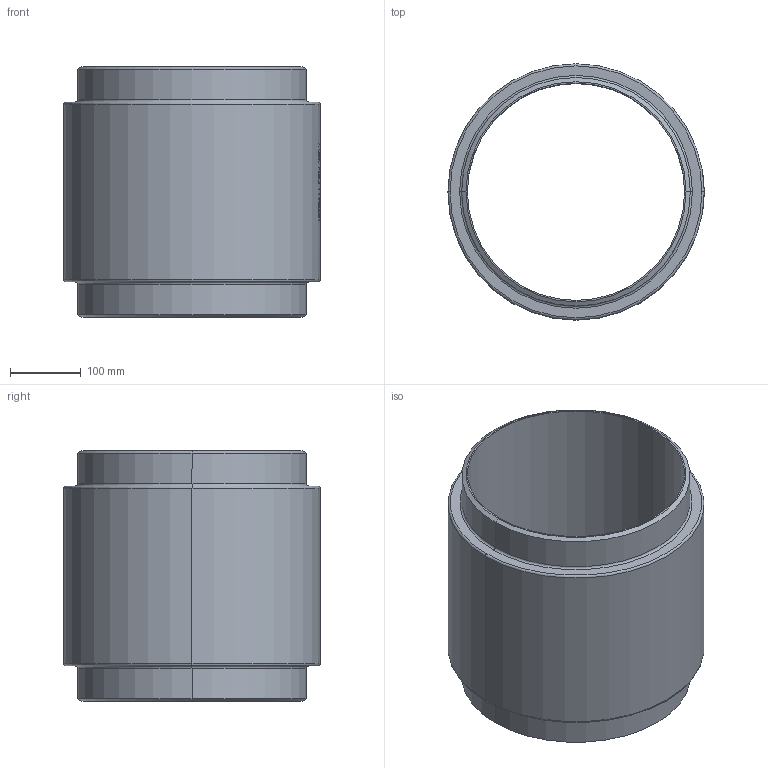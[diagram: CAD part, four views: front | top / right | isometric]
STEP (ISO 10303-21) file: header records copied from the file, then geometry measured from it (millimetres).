
FILE_DESCRIPTION (( 'STEP AP214' ), '1' );
FILE_NAME ('7110000_DN300_ PN16 1190521.STEP', '2022-03-25T07:08:41', ( 'axxx' ), ( 'Hewlett-Packard Company' ), 'SwSTEP 2.0', 'SolidWorks 2019', '' );
FILE_SCHEMA (( 'AUTOMOTIVE_DESIGN' ));
Length unit declared in the file: millimetre
Products named in the file (1): 7110000_DN300_ PN16 1190521
Bounding box: 363 x 363 x 355 mm (x, y, z)
Volume: 8172015.4 mm3; surface area: 790896.1 mm2
Topology: 1 solids, 1 shells, 477 faces, 1227 edges, 814 vertices
Faces by surface type: plane 227, bspline 211, cylinder 27, torus 8, cone 4
Entity records: 27692 total; most frequent: CARTESIAN_POINT 17517, ORIENTED_EDGE 2454, DIRECTION 1391, EDGE_CURVE 1227, VERTEX_POINT 814, LINE 669, VECTOR 669, EDGE_LOOP 541
